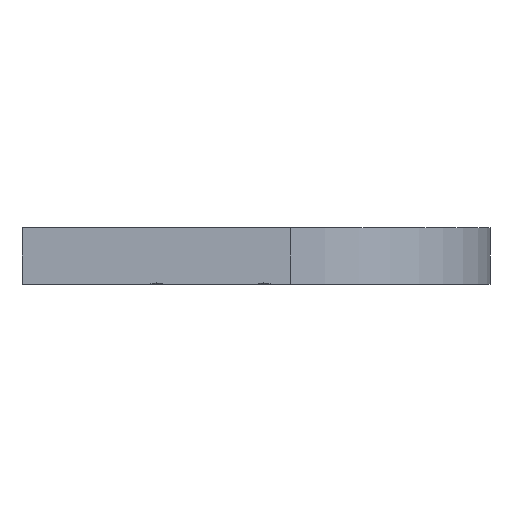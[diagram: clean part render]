
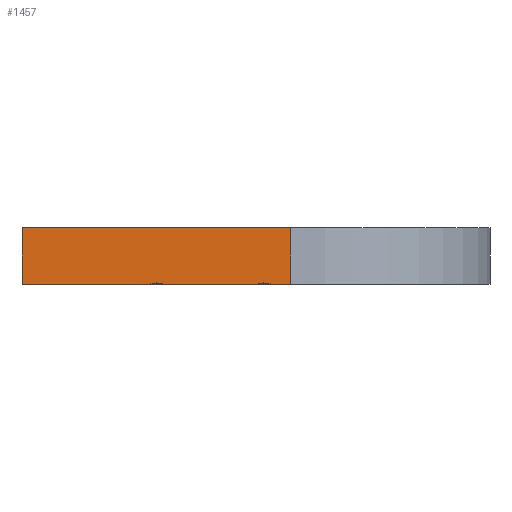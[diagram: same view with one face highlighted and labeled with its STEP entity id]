
A CAD part, left-side view. The second image highlights one B-rep face of the part: STEP entity #1457.
In plain terms, the highlighted planar face has unit normal (-1, 0, 0).
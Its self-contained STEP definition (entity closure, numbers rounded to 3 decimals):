
#5 = VECTOR ( 'NONE', #937, 1000. ) ;
#31 = CARTESIAN_POINT ( 'NONE',  ( -44.45, 30., 0.3 ) ) ;
#74 = VECTOR ( 'NONE', #2049, 1000. ) ;
#87 = VERTEX_POINT ( 'NONE', #748 ) ;
#94 = B_SPLINE_CURVE_WITH_KNOTS ( 'NONE', 3,
 ( #263, #836, #1048, #2429 ),
 .UNSPECIFIED., .F., .F.,
 ( 4, 4 ),
 ( 0.022, 0.024 ),
 .UNSPECIFIED. ) ;
#103 = CARTESIAN_POINT ( 'NONE',  ( -44.45, 30.655, 0.3 ) ) ;
#117 = ORIENTED_EDGE ( 'NONE', *, *, #2548, .T. ) ;
#165 = VERTEX_POINT ( 'NONE', #1710 ) ;
#216 = VERTEX_POINT ( 'NONE', #2024 ) ;
#263 = CARTESIAN_POINT ( 'NONE',  ( -44.45, 4.079, 0. ) ) ;
#270 = EDGE_CURVE ( 'NONE', #87, #619, #1439, .T. ) ;
#322 = CARTESIAN_POINT ( 'NONE',  ( -44.45, 0., 0. ) ) ;
#323 = ORIENTED_EDGE ( 'NONE', *, *, #1461, .F. ) ;
#335 = DIRECTION ( 'NONE',  ( 0., -1., 0. ) ) ;
#394 = DIRECTION ( 'NONE',  ( 0., 1., 0. ) ) ;
#416 = CARTESIAN_POINT ( 'NONE',  ( -44.45, 28.391, 0.095 ) ) ;
#422 = AXIS2_PLACEMENT_3D ( 'NONE', #690, #704, #335 ) ;
#477 = VECTOR ( 'NONE', #394, 1000. ) ;
#491 = CARTESIAN_POINT ( 'NONE',  ( -44.45, 0., 0. ) ) ;
#494 = PLANE ( 'NONE',  #422 ) ;
#498 = EDGE_CURVE ( 'NONE', #785, #216, #2299, .T. ) ;
#523 = DIRECTION ( 'NONE',  ( 0., 1., 0. ) ) ;
#609 = CARTESIAN_POINT ( 'NONE',  ( -44.45, 0., 0. ) ) ;
#619 = VERTEX_POINT ( 'NONE', #1017 ) ;
#641 = CARTESIAN_POINT ( 'NONE',  ( -44.45, 60., 12.7 ) ) ;
#643 = B_SPLINE_CURVE_WITH_KNOTS ( 'NONE', 3,
 ( #1270, #103, #2259, #1698 ),
 .UNSPECIFIED., .F., .F.,
 ( 4, 4 ),
 ( 0.027, 0.028 ),
 .UNSPECIFIED. ) ;
#690 = CARTESIAN_POINT ( 'NONE',  ( -44.45, 0., 12.7 ) ) ;
#704 = DIRECTION ( 'NONE',  ( -1., 0., 0. ) ) ;
#713 = DIRECTION ( 'NONE',  ( 0., 1., 0. ) ) ;
#730 = LINE ( 'NONE', #1535, #1530 ) ;
#748 = CARTESIAN_POINT ( 'NONE',  ( -44.45, 0., 0. ) ) ;
#785 = VERTEX_POINT ( 'NONE', #2549 ) ;
#796 = VECTOR ( 'NONE', #523, 1000. ) ;
#827 = ORIENTED_EDGE ( 'NONE', *, *, #2062, .F. ) ;
#833 = LINE ( 'NONE', #2040, #477 ) ;
#836 = CARTESIAN_POINT ( 'NONE',  ( -44.45, 4.704, 0.191 ) ) ;
#930 = CARTESIAN_POINT ( 'NONE',  ( -44.45, 30., 0.3 ) ) ;
#937 = DIRECTION ( 'NONE',  ( 0., 0., -1. ) ) ;
#1009 = EDGE_CURVE ( 'NONE', #619, #2443, #94, .T. ) ;
#1012 = ORIENTED_EDGE ( 'NONE', *, *, #498, .F. ) ;
#1017 = CARTESIAN_POINT ( 'NONE',  ( -44.45, 4.079, 0. ) ) ;
#1048 = CARTESIAN_POINT ( 'NONE',  ( -44.45, 5.346, 0.3 ) ) ;
#1067 = CARTESIAN_POINT ( 'NONE',  ( -44.45, 28.079, 0. ) ) ;
#1114 = FACE_OUTER_BOUND ( 'NONE', #2275, .T. ) ;
#1126 = ORIENTED_EDGE ( 'NONE', *, *, #2526, .F. ) ;
#1213 = CARTESIAN_POINT ( 'NONE',  ( -44.45, 29.674, 0.3 ) ) ;
#1270 = CARTESIAN_POINT ( 'NONE',  ( -44.45, 30., 0.3 ) ) ;
#1331 = CARTESIAN_POINT ( 'NONE',  ( -44.45, 7.921, 0. ) ) ;
#1334 = VERTEX_POINT ( 'NONE', #930 ) ;
#1345 = CARTESIAN_POINT ( 'NONE',  ( -44.45, 6.657, 0.3 ) ) ;
#1366 = ORIENTED_EDGE ( 'NONE', *, *, #2033, .F. ) ;
#1397 = VERTEX_POINT ( 'NONE', #1067 ) ;
#1439 = LINE ( 'NONE', #609, #74 ) ;
#1457 = ADVANCED_FACE ( 'NONE', ( #1114 ), #494, .T. ) ;
#1461 = EDGE_CURVE ( 'NONE', #1938, #1397, #1691, .T. ) ;
#1516 = VECTOR ( 'NONE', #713, 1000. ) ;
#1530 = VECTOR ( 'NONE', #2339, 1000. ) ;
#1535 = CARTESIAN_POINT ( 'NONE',  ( -44.45, 0., 12.7 ) ) ;
#1543 = ORIENTED_EDGE ( 'NONE', *, *, #270, .F. ) ;
#1548 = CARTESIAN_POINT ( 'NONE',  ( -44.45, 7.921, 0. ) ) ;
#1603 = CARTESIAN_POINT ( 'NONE',  ( -44.45, 28.707, 0.17 ) ) ;
#1627 = CARTESIAN_POINT ( 'NONE',  ( -44.45, 29.347, 0.273 ) ) ;
#1691 = LINE ( 'NONE', #322, #796 ) ;
#1698 = CARTESIAN_POINT ( 'NONE',  ( -44.45, 31.921, 0. ) ) ;
#1710 = CARTESIAN_POINT ( 'NONE',  ( -44.45, 0., 12.7 ) ) ;
#1782 = B_SPLINE_CURVE_WITH_KNOTS ( 'NONE', 3,
 ( #2349, #1345, #2544, #1548 ),
 .UNSPECIFIED., .F., .F.,
 ( 4, 4 ),
 ( 0.024, 0.026 ),
 .UNSPECIFIED. ) ;
#1784 = VERTEX_POINT ( 'NONE', #641 ) ;
#1938 = VERTEX_POINT ( 'NONE', #1331 ) ;
#2022 = EDGE_CURVE ( 'NONE', #165, #87, #730, .T. ) ;
#2024 = CARTESIAN_POINT ( 'NONE',  ( -44.45, 60., 0. ) ) ;
#2033 = EDGE_CURVE ( 'NONE', #2443, #1938, #1782, .T. ) ;
#2040 = CARTESIAN_POINT ( 'NONE',  ( -44.45, 0., 12.7 ) ) ;
#2049 = DIRECTION ( 'NONE',  ( 0., 1., 0. ) ) ;
#2062 = EDGE_CURVE ( 'NONE', #1334, #785, #643, .T. ) ;
#2179 = ORIENTED_EDGE ( 'NONE', *, *, #2378, .T. ) ;
#2252 = ORIENTED_EDGE ( 'NONE', *, *, #2022, .F. ) ;
#2259 = CARTESIAN_POINT ( 'NONE',  ( -44.45, 31.294, 0.191 ) ) ;
#2275 = EDGE_LOOP ( 'NONE', ( #2391, #1543, #2252, #117, #2179, #1012, #827, #1126, #323, #1366 ) ) ;
#2299 = LINE ( 'NONE', #491, #1516 ) ;
#2339 = DIRECTION ( 'NONE',  ( 0., 0., -1. ) ) ;
#2349 = CARTESIAN_POINT ( 'NONE',  ( -44.45, 6., 0.3 ) ) ;
#2360 = CARTESIAN_POINT ( 'NONE',  ( -44.45, 60., 12.7 ) ) ;
#2378 = EDGE_CURVE ( 'NONE', #1784, #216, #2531, .T. ) ;
#2391 = ORIENTED_EDGE ( 'NONE', *, *, #1009, .F. ) ;
#2429 = CARTESIAN_POINT ( 'NONE',  ( -44.45, 6., 0.3 ) ) ;
#2443 = VERTEX_POINT ( 'NONE', #2555 ) ;
#2505 = B_SPLINE_CURVE_WITH_KNOTS ( 'NONE', 3,
 ( #2597, #416, #1603, #1627, #1213, #31 ),
 .UNSPECIFIED., .F., .F.,
 ( 4, 2, 4 ),
 ( 0.025, 0.026, 0.027 ),
 .UNSPECIFIED. ) ;
#2526 = EDGE_CURVE ( 'NONE', #1397, #1334, #2505, .T. ) ;
#2531 = LINE ( 'NONE', #2360, #5 ) ;
#2544 = CARTESIAN_POINT ( 'NONE',  ( -44.45, 7.296, 0.191 ) ) ;
#2548 = EDGE_CURVE ( 'NONE', #165, #1784, #833, .T. ) ;
#2549 = CARTESIAN_POINT ( 'NONE',  ( -44.45, 31.921, 0. ) ) ;
#2555 = CARTESIAN_POINT ( 'NONE',  ( -44.45, 6., 0.3 ) ) ;
#2597 = CARTESIAN_POINT ( 'NONE',  ( -44.45, 28.079, 0. ) ) ;
